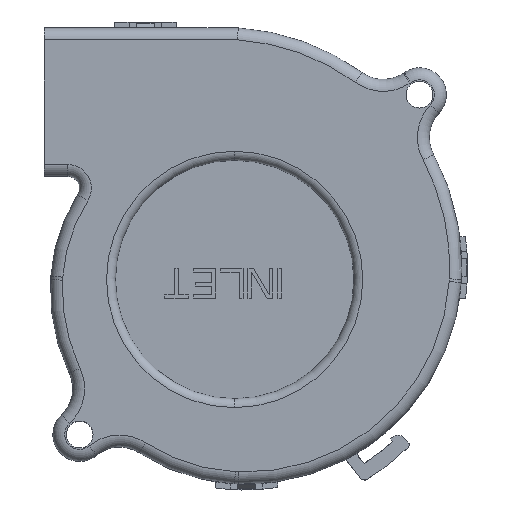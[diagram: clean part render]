
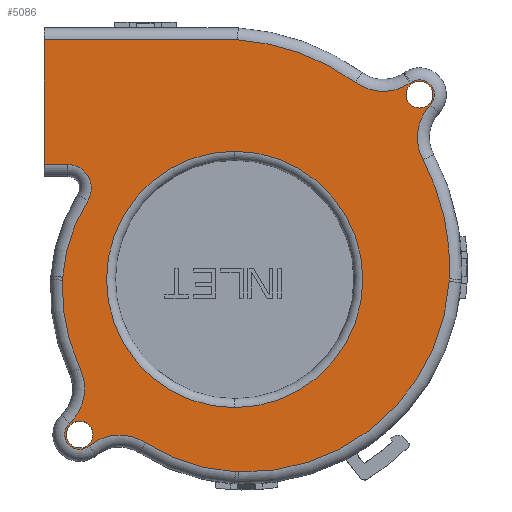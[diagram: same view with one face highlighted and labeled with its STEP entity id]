
A CAD part, top view. The second image highlights one B-rep face of the part: STEP entity #5086.
In plain terms, the highlighted planar face has unit normal (0, 0, 1).
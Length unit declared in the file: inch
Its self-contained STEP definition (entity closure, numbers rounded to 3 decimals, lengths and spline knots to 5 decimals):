
#57=DIRECTION('',(-1.,0.,0.));
#58=VECTOR('',#57,3.86861);
#59=CARTESIAN_POINT('',(-28.03139,19.3,20.));
#60=LINE('',#59,#58);
#61=DIRECTION('',(0.,1.,0.));
#62=VECTOR('',#61,20.9);
#63=CARTESIAN_POINT('',(-31.9,19.3,20.));
#64=LINE('',#63,#62);
#65=CARTESIAN_POINT('',(-2.11,2.11,20.));
#66=DIRECTION('',(0.,0.,-1.));
#67=DIRECTION('',(0.069,0.998,0.));
#68=AXIS2_PLACEMENT_3D('',#65,#66,#67);
#70=CARTESIAN_POINT('',(24.91285,39.55807,20.));
#71=DIRECTION('',(0.,0.,1.));
#72=DIRECTION('',(-0.585,-0.811,0.));
#73=AXIS2_PLACEMENT_3D('',#70,#71,#72);
#75=DIRECTION('',(0.826,0.563,0.));
#76=VECTOR('',#75,0.20965);
#77=CARTESIAN_POINT('',(29.41869,32.94767,20.));
#78=LINE('',#77,#76);
#79=CARTESIAN_POINT('',(31.,31.,20.));
#80=DIRECTION('',(0.,0.,-1.));
#81=DIRECTION('',(-0.563,0.826,0.));
#82=AXIS2_PLACEMENT_3D('',#79,#80,#81);
#84=CARTESIAN_POINT('',(38.65329,23.81131,20.));
#85=DIRECTION('',(0.,0.,1.));
#86=DIRECTION('',(-0.729,0.685,0.));
#87=AXIS2_PLACEMENT_3D('',#84,#85,#86);
#89=CARTESIAN_POINT('',(-2.11,2.11,20.));
#90=DIRECTION('',(0.,0.,-1.));
#91=DIRECTION('',(0.883,0.47,0.));
#92=AXIS2_PLACEMENT_3D('',#89,#90,#91);
#94=DIRECTION('',(-0.066,-0.998,0.));
#95=VECTOR('',#94,0.48502);
#96=CARTESIAN_POINT('',(36.018,0.11806,20.));
#97=LINE('',#96,#95);
#98=CARTESIAN_POINT('',(1.88,1.88,20.));
#99=DIRECTION('',(0.,0.,-1.));
#100=DIRECTION('',(0.998,-0.066,0.));
#101=AXIS2_PLACEMENT_3D('',#98,#99,#100);
#103=CARTESIAN_POINT('',(1.69,-1.69,20.));
#104=DIRECTION('',(0.,0.,-1.));
#105=DIRECTION('',(-0.052,-0.999,0.));
#106=AXIS2_PLACEMENT_3D('',#103,#104,#105);
#108=CARTESIAN_POINT('',(-19.30779,-34.091,20.));
#109=DIRECTION('',(0.,0.,1.));
#110=DIRECTION('',(0.544,0.839,0.));
#111=AXIS2_PLACEMENT_3D('',#108,#109,#110);
#113=CARTESIAN_POINT('',(-26.,-26.,20.));
#114=DIRECTION('',(0.,0.,-1.));
#115=DIRECTION('',(0.637,-0.771,0.));
#116=AXIS2_PLACEMENT_3D('',#113,#114,#115);
#118=CARTESIAN_POINT('',(-33.15659,-18.3167,20.));
#119=DIRECTION('',(0.,0.,1.));
#120=DIRECTION('',(0.682,-0.732,0.));
#121=AXIS2_PLACEMENT_3D('',#118,#119,#120);
#123=CARTESIAN_POINT('',(1.69,-1.69,20.));
#124=DIRECTION('',(0.,0.,-1.));
#125=DIRECTION('',(-0.903,-0.431,0.));
#126=AXIS2_PLACEMENT_3D('',#123,#124,#125);
#128=DIRECTION('',(0.07,0.998,0.));
#129=VECTOR('',#128,0.52268);
#130=CARTESIAN_POINT('',(-28.87978,-0.12126,20.));
#131=LINE('',#130,#129);
#132=CARTESIAN_POINT('',(-1.51,-1.51,20.));
#133=DIRECTION('',(0.,0.,-1.));
#134=DIRECTION('',(-0.998,0.07,0.));
#135=AXIS2_PLACEMENT_3D('',#132,#133,#134);
#137=CARTESIAN_POINT('',(-28.03139,15.3,20.));
#138=DIRECTION('',(0.,0.,1.));
#139=DIRECTION('',(0.845,-0.535,0.));
#140=AXIS2_PLACEMENT_3D('',#137,#138,#139);
#142=CARTESIAN_POINT('',(-26.,-26.,20.));
#143=DIRECTION('',(0.,0.,1.));
#144=DIRECTION('',(1.,0.,0.));
#145=AXIS2_PLACEMENT_3D('',#142,#143,#144);
#147=CARTESIAN_POINT('',(-26.,-26.,20.));
#148=DIRECTION('',(0.,0.,1.));
#149=DIRECTION('',(-1.,0.,0.));
#150=AXIS2_PLACEMENT_3D('',#147,#148,#149);
#152=CARTESIAN_POINT('',(31.,31.,20.));
#153=DIRECTION('',(0.,0.,1.));
#154=DIRECTION('',(-1.,0.,0.));
#155=AXIS2_PLACEMENT_3D('',#152,#153,#154);
#157=CARTESIAN_POINT('',(31.,31.,20.));
#158=DIRECTION('',(0.,0.,1.));
#159=DIRECTION('',(1.,0.,0.));
#160=AXIS2_PLACEMENT_3D('',#157,#158,#159);
#162=CARTESIAN_POINT('',(0.,0.,20.));
#163=DIRECTION('',(0.,0.,1.));
#164=DIRECTION('',(0.,1.,0.));
#165=AXIS2_PLACEMENT_3D('',#162,#163,#164);
#167=CARTESIAN_POINT('',(0.,0.,20.));
#168=DIRECTION('',(0.,0.,1.));
#169=DIRECTION('',(0.,-1.,0.));
#170=AXIS2_PLACEMENT_3D('',#167,#168,#169);
#176=DIRECTION('',(-1.,0.,0.));
#177=VECTOR('',#176,32.40998);
#178=CARTESIAN_POINT('',(0.50998,40.2,20.));
#179=LINE('',#178,#177);
#565=DIRECTION('',(0.999,-0.035,0.));
#566=VECTOR('',#565,0.58766);
#567=CARTESIAN_POINT('',(0.08736,-32.25802,20.));
#568=LINE('',#567,#566);
#4025=CARTESIAN_POINT('',(-31.9,19.3,20.));
#4027=VERTEX_POINT('',#4025);
#4035=CARTESIAN_POINT('',(-31.9,40.2,20.));
#4036=VERTEX_POINT('',#4035);
#4051=CARTESIAN_POINT('',(28.75,31.,20.));
#4052=CARTESIAN_POINT('',(33.25,31.,20.));
#4053=VERTEX_POINT('',#4051);
#4054=VERTEX_POINT('',#4052);
#4055=CARTESIAN_POINT('',(-23.75,-26.,20.));
#4056=CARTESIAN_POINT('',(-28.25,-26.,20.));
#4057=VERTEX_POINT('',#4055);
#4058=VERTEX_POINT('',#4056);
#4059=CARTESIAN_POINT('',(-28.03139,19.3,20.));
#4060=VERTEX_POINT('',#4059);
#4061=CARTESIAN_POINT('',(0.50998,40.2,20.));
#4062=VERTEX_POINT('',#4061);
#4063=CARTESIAN_POINT('',(20.23154,33.07075,20.));
#4064=VERTEX_POINT('',#4063);
#4065=CARTESIAN_POINT('',(29.41869,32.94767,20.));
#4066=VERTEX_POINT('',#4065);
#4067=CARTESIAN_POINT('',(29.59192,33.06575,20.));
#4068=VERTEX_POINT('',#4067);
#4069=CARTESIAN_POINT('',(32.82221,29.28841,20.));
#4070=VERTEX_POINT('',#4069);
#4071=CARTESIAN_POINT('',(31.59165,20.05188,20.));
#4072=VERTEX_POINT('',#4071);
#4073=CARTESIAN_POINT('',(36.018,0.11806,20.));
#4074=VERTEX_POINT('',#4073);
#4075=CARTESIAN_POINT('',(35.98613,-0.36592,20.));
#4076=VERTEX_POINT('',#4075);
#4077=CARTESIAN_POINT('',(0.67465,-32.27874,20.));
#4078=VERTEX_POINT('',#4077);
#4079=CARTESIAN_POINT('',(0.08736,-32.25802,20.));
#4080=VERTEX_POINT('',#4079);
#4081=CARTESIAN_POINT('',(-14.95704,-27.37751,20.));
#4082=VERTEX_POINT('',#4081);
#4083=CARTESIAN_POINT('',(-24.40662,-27.92643,20.));
#4084=VERTEX_POINT('',#4083);
#4085=CARTESIAN_POINT('',(-27.70395,-24.17064,20.));
#4086=VERTEX_POINT('',#4085);
#4087=CARTESIAN_POINT('',(-25.93637,-14.87164,20.));
#4088=VERTEX_POINT('',#4087);
#4089=CARTESIAN_POINT('',(-28.87978,-0.12126,20.));
#4090=VERTEX_POINT('',#4089);
#4091=CARTESIAN_POINT('',(-28.84334,0.40014,20.));
#4092=VERTEX_POINT('',#4091);
#4093=CARTESIAN_POINT('',(-24.65287,13.1586,20.));
#4094=VERTEX_POINT('',#4093);
#4095=CARTESIAN_POINT('',(0.,21.5,20.));
#4096=CARTESIAN_POINT('',(0.,-21.5,20.));
#4097=VERTEX_POINT('',#4095);
#4098=VERTEX_POINT('',#4096);
#5023=CARTESIAN_POINT('',(2.09256,3.94712,20.));
#5024=DIRECTION('',(0.,0.,1.));
#5025=DIRECTION('',(0.,-1.,0.));
#5026=AXIS2_PLACEMENT_3D('',#5023,#5024,#5025);
#5027=PLANE('',#5026);
#5028=ORIENTED_EDGE('',*,*,#5014,.T.);
#5029=ORIENTED_EDGE('',*,*,#4986,.T.);
#5031=ORIENTED_EDGE('',*,*,#5030,.F.);
#5033=ORIENTED_EDGE('',*,*,#5032,.T.);
#5035=ORIENTED_EDGE('',*,*,#5034,.T.);
#5037=ORIENTED_EDGE('',*,*,#5036,.T.);
#5039=ORIENTED_EDGE('',*,*,#5038,.T.);
#5041=ORIENTED_EDGE('',*,*,#5040,.T.);
#5043=ORIENTED_EDGE('',*,*,#5042,.T.);
#5045=ORIENTED_EDGE('',*,*,#5044,.T.);
#5047=ORIENTED_EDGE('',*,*,#5046,.T.);
#5049=ORIENTED_EDGE('',*,*,#5048,.F.);
#5051=ORIENTED_EDGE('',*,*,#5050,.T.);
#5053=ORIENTED_EDGE('',*,*,#5052,.T.);
#5055=ORIENTED_EDGE('',*,*,#5054,.T.);
#5057=ORIENTED_EDGE('',*,*,#5056,.T.);
#5059=ORIENTED_EDGE('',*,*,#5058,.T.);
#5061=ORIENTED_EDGE('',*,*,#5060,.T.);
#5063=ORIENTED_EDGE('',*,*,#5062,.T.);
#5065=ORIENTED_EDGE('',*,*,#5064,.T.);
#5066=EDGE_LOOP('',(#5028,#5029,#5031,#5033,#5035,#5037,#5039,#5041,#5043,#5045,
#5047,#5049,#5051,#5053,#5055,#5057,#5059,#5061,#5063,#5065));
#5067=FACE_OUTER_BOUND('',#5066,.F.);
#5069=ORIENTED_EDGE('',*,*,#5068,.T.);
#5071=ORIENTED_EDGE('',*,*,#5070,.T.);
#5072=EDGE_LOOP('',(#5069,#5071));
#5073=FACE_BOUND('',#5072,.F.);
#5075=ORIENTED_EDGE('',*,*,#5074,.T.);
#5077=ORIENTED_EDGE('',*,*,#5076,.T.);
#5078=EDGE_LOOP('',(#5075,#5077));
#5079=FACE_BOUND('',#5078,.F.);
#5081=ORIENTED_EDGE('',*,*,#5080,.T.);
#5083=ORIENTED_EDGE('',*,*,#5082,.T.);
#5084=EDGE_LOOP('',(#5081,#5083));
#5085=FACE_BOUND('',#5084,.F.);
#5086=ADVANCED_FACE('',(#5067,#5073,#5079,#5085),#5027,.T.);
#69=CIRCLE('',#68,38.18);
#74=CIRCLE('',#73,8.);
#83=CIRCLE('',#82,2.5);
#88=CIRCLE('',#87,8.);
#93=CIRCLE('',#92,38.18);
#102=CIRCLE('',#101,34.18);
#107=CIRCLE('',#106,30.61);
#112=CIRCLE('',#111,8.);
#117=CIRCLE('',#116,2.5);
#122=CIRCLE('',#121,8.);
#127=CIRCLE('',#126,30.61);
#136=CIRCLE('',#135,27.4);
#141=CIRCLE('',#140,4.);
#146=CIRCLE('',#145,2.25);
#151=CIRCLE('',#150,2.25);
#156=CIRCLE('',#155,2.25);
#161=CIRCLE('',#160,2.25);
#166=CIRCLE('',#165,21.5);
#171=CIRCLE('',#170,21.5);
#4986=EDGE_CURVE('',#4027,#4036,#64,.T.);
#5014=EDGE_CURVE('',#4060,#4027,#60,.T.);
#5030=EDGE_CURVE('',#4062,#4036,#179,.T.);
#5032=EDGE_CURVE('',#4062,#4064,#69,.T.);
#5034=EDGE_CURVE('',#4064,#4066,#74,.T.);
#5036=EDGE_CURVE('',#4066,#4068,#78,.T.);
#5038=EDGE_CURVE('',#4068,#4070,#83,.T.);
#5040=EDGE_CURVE('',#4070,#4072,#88,.T.);
#5042=EDGE_CURVE('',#4072,#4074,#93,.T.);
#5044=EDGE_CURVE('',#4074,#4076,#97,.T.);
#5046=EDGE_CURVE('',#4076,#4078,#102,.T.);
#5048=EDGE_CURVE('',#4080,#4078,#568,.T.);
#5050=EDGE_CURVE('',#4080,#4082,#107,.T.);
#5052=EDGE_CURVE('',#4082,#4084,#112,.T.);
#5054=EDGE_CURVE('',#4084,#4086,#117,.T.);
#5056=EDGE_CURVE('',#4086,#4088,#122,.T.);
#5058=EDGE_CURVE('',#4088,#4090,#127,.T.);
#5060=EDGE_CURVE('',#4090,#4092,#131,.T.);
#5062=EDGE_CURVE('',#4092,#4094,#136,.T.);
#5064=EDGE_CURVE('',#4094,#4060,#141,.T.);
#5068=EDGE_CURVE('',#4057,#4058,#146,.T.);
#5070=EDGE_CURVE('',#4058,#4057,#151,.T.);
#5074=EDGE_CURVE('',#4053,#4054,#156,.T.);
#5076=EDGE_CURVE('',#4054,#4053,#161,.T.);
#5080=EDGE_CURVE('',#4097,#4098,#166,.T.);
#5082=EDGE_CURVE('',#4098,#4097,#171,.T.);
